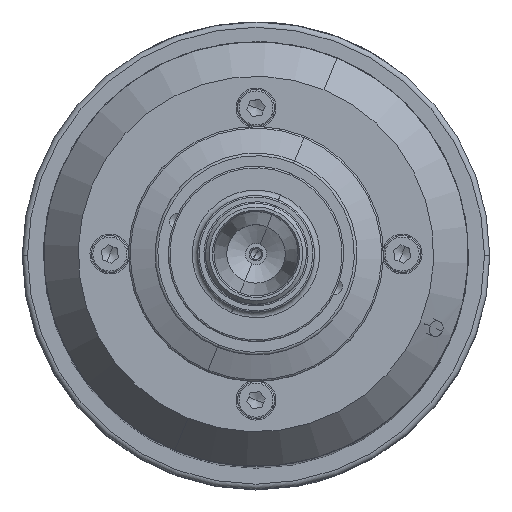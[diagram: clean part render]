
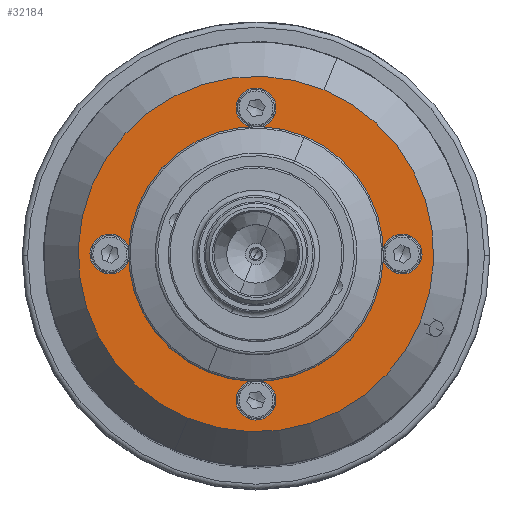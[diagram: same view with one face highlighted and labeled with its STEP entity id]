
A CAD part, top view. The second image highlights one B-rep face of the part: STEP entity #32184.
In plain terms, the highlighted planar face has unit normal (0, 0, 1).
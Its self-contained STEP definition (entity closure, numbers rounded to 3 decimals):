
#4 = FACE_BOUND ( 'NONE', #16781, .T. ) ;
#41 = DIRECTION ( 'NONE',  ( 1., 0., 0. ) ) ;
#248 = DIRECTION ( 'NONE',  ( 1., 0., 0. ) ) ;
#363 = DIRECTION ( 'NONE',  ( 0., 0., 1. ) ) ;
#1253 = CARTESIAN_POINT ( 'NONE',  ( -10.524, 25.407, 0. ) ) ;
#1955 = VERTEX_POINT ( 'NONE', #5781 ) ;
#2618 = DIRECTION ( 'NONE',  ( 1., 0., 0. ) ) ;
#2664 = DIRECTION ( 'NONE',  ( -1., 0., 0. ) ) ;
#3048 = VERTEX_POINT ( 'NONE', #15618 ) ;
#3124 = ORIENTED_EDGE ( 'NONE', *, *, #52214, .T. ) ;
#3143 = VERTEX_POINT ( 'NONE', #3672 ) ;
#3672 = CARTESIAN_POINT ( 'NONE',  ( 14.274, -25.407, 0. ) ) ;
#4189 = AXIS2_PLACEMENT_3D ( 'NONE', #30369, #34859, #15121 ) ;
#5781 = CARTESIAN_POINT ( 'NONE',  ( 6.774, -25.407, 0. ) ) ;
#7258 = CIRCLE ( 'NONE', #15924, 3.75 ) ;
#8332 = AXIS2_PLACEMENT_3D ( 'NONE', #28990, #58549, #248 ) ;
#9103 = VERTEX_POINT ( 'NONE', #59807 ) ;
#9638 = EDGE_CURVE ( 'NONE', #14726, #61375, #33446, .T. ) ;
#10618 = CARTESIAN_POINT ( 'NONE',  ( 25.407, 10.524, 0. ) ) ;
#11188 = CARTESIAN_POINT ( 'NONE',  ( 0., 0., 0. ) ) ;
#11562 = CARTESIAN_POINT ( 'NONE',  ( -20.3, 0., 0. ) ) ;
#11738 = DIRECTION ( 'NONE',  ( 1., 0., 0. ) ) ;
#12049 = ORIENTED_EDGE ( 'NONE', *, *, #19619, .F. ) ;
#13246 = VERTEX_POINT ( 'NONE', #20374 ) ;
#13754 = FACE_BOUND ( 'NONE', #16487, .T. ) ;
#13847 = EDGE_CURVE ( 'NONE', #1955, #3143, #59105, .T. ) ;
#14116 = ORIENTED_EDGE ( 'NONE', *, *, #44052, .T. ) ;
#14275 = DIRECTION ( 'NONE',  ( 0., 0., 1. ) ) ;
#14726 = VERTEX_POINT ( 'NONE', #23653 ) ;
#15121 = DIRECTION ( 'NONE',  ( 1., 0., 0. ) ) ;
#15618 = CARTESIAN_POINT ( 'NONE',  ( 33.455, 0., 0. ) ) ;
#15924 = AXIS2_PLACEMENT_3D ( 'NONE', #1253, #46254, #55883 ) ;
#16464 = CIRCLE ( 'NONE', #46567, 3.75 ) ;
#16487 = EDGE_LOOP ( 'NONE', ( #38885, #46235 ) ) ;
#16524 = AXIS2_PLACEMENT_3D ( 'NONE', #29099, #14275, #38737 ) ;
#16781 = EDGE_LOOP ( 'NONE', ( #17146, #53522 ) ) ;
#17013 = EDGE_LOOP ( 'NONE', ( #34757, #22836 ) ) ;
#17146 = ORIENTED_EDGE ( 'NONE', *, *, #9638, .F. ) ;
#17186 = EDGE_CURVE ( 'NONE', #24468, #13246, #40223, .T. ) ;
#18504 = CIRCLE ( 'NONE', #38853, 20.3 ) ;
#18772 = EDGE_CURVE ( 'NONE', #45592, #40592, #61028, .T. ) ;
#19007 = CARTESIAN_POINT ( 'NONE',  ( 29.157, 10.524, 0. ) ) ;
#19619 = EDGE_CURVE ( 'NONE', #9103, #58953, #41766, .T. ) ;
#20374 = CARTESIAN_POINT ( 'NONE',  ( 21.657, 10.524, 0. ) ) ;
#22836 = ORIENTED_EDGE ( 'NONE', *, *, #40450, .F. ) ;
#22992 = FACE_OUTER_BOUND ( 'NONE', #57876, .T. ) ;
#23653 = CARTESIAN_POINT ( 'NONE',  ( -6.774, 25.407, 0. ) ) ;
#24228 = DIRECTION ( 'NONE',  ( 0., 0., 1. ) ) ;
#24468 = VERTEX_POINT ( 'NONE', #19007 ) ;
#24642 = CIRCLE ( 'NONE', #4189, 3.75 ) ;
#25583 = EDGE_CURVE ( 'NONE', #3048, #36450, #54991, .T. ) ;
#26291 = CARTESIAN_POINT ( 'NONE',  ( -14.274, 25.407, 0. ) ) ;
#27271 = ORIENTED_EDGE ( 'NONE', *, *, #49303, .F. ) ;
#28990 = CARTESIAN_POINT ( 'NONE',  ( -25.407, -10.524, 0. ) ) ;
#29099 = CARTESIAN_POINT ( 'NONE',  ( -25.407, -10.524, 0. ) ) ;
#30369 = CARTESIAN_POINT ( 'NONE',  ( 10.524, -25.407, 0. ) ) ;
#30611 = EDGE_CURVE ( 'NONE', #3143, #1955, #24642, .T. ) ;
#31438 = FACE_BOUND ( 'NONE', #17013, .T. ) ;
#31777 = DIRECTION ( 'NONE',  ( 0., 0., 1. ) ) ;
#32184 = ADVANCED_FACE ( 'NONE', ( #31438, #13754, #49081, #4, #38326, #22992 ), #56666, .F. ) ;
#32879 = CIRCLE ( 'NONE', #8332, 3.75 ) ;
#33446 = CIRCLE ( 'NONE', #46492, 3.75 ) ;
#34757 = ORIENTED_EDGE ( 'NONE', *, *, #17186, .F. ) ;
#34859 = DIRECTION ( 'NONE',  ( 0., 0., 1. ) ) ;
#35737 = CIRCLE ( 'NONE', #45052, 33.455 ) ;
#36108 = DIRECTION ( 'NONE',  ( 0., 0., -1. ) ) ;
#36450 = VERTEX_POINT ( 'NONE', #45708 ) ;
#36607 = CARTESIAN_POINT ( 'NONE',  ( 10.524, -25.407, 0. ) ) ;
#36935 = DIRECTION ( 'NONE',  ( 0., 0., -1. ) ) ;
#37922 = CARTESIAN_POINT ( 'NONE',  ( -10.524, 25.407, 0. ) ) ;
#38326 = FACE_BOUND ( 'NONE', #49236, .T. ) ;
#38609 = AXIS2_PLACEMENT_3D ( 'NONE', #10618, #363, #44526 ) ;
#38737 = DIRECTION ( 'NONE',  ( 1., 0., 0. ) ) ;
#38853 = AXIS2_PLACEMENT_3D ( 'NONE', #40419, #36108, #60945 ) ;
#38885 = ORIENTED_EDGE ( 'NONE', *, *, #30611, .F. ) ;
#40223 = CIRCLE ( 'NONE', #38609, 3.75 ) ;
#40419 = CARTESIAN_POINT ( 'NONE',  ( 0., 0., 0. ) ) ;
#40450 = EDGE_CURVE ( 'NONE', #13246, #24468, #16464, .T. ) ;
#40592 = VERTEX_POINT ( 'NONE', #11562 ) ;
#41766 = CIRCLE ( 'NONE', #16524, 3.75 ) ;
#42204 = AXIS2_PLACEMENT_3D ( 'NONE', #36607, #50791, #11738 ) ;
#42876 = DIRECTION ( 'NONE',  ( 0., 0., 1. ) ) ;
#43209 = DIRECTION ( 'NONE',  ( 1., 0., 0. ) ) ;
#43982 = CARTESIAN_POINT ( 'NONE',  ( 25.407, 10.524, 0. ) ) ;
#44052 = EDGE_CURVE ( 'NONE', #36450, #3048, #35737, .T. ) ;
#44526 = DIRECTION ( 'NONE',  ( 1., 0., 0. ) ) ;
#45052 = AXIS2_PLACEMENT_3D ( 'NONE', #58384, #52844, #43209 ) ;
#45592 = VERTEX_POINT ( 'NONE', #57713 ) ;
#45708 = CARTESIAN_POINT ( 'NONE',  ( -33.455, 0., 0. ) ) ;
#46158 = DIRECTION ( 'NONE',  ( 0., 0., -1. ) ) ;
#46235 = ORIENTED_EDGE ( 'NONE', *, *, #13847, .F. ) ;
#46254 = DIRECTION ( 'NONE',  ( 0., 0., 1. ) ) ;
#46492 = AXIS2_PLACEMENT_3D ( 'NONE', #37922, #42876, #52709 ) ;
#46567 = AXIS2_PLACEMENT_3D ( 'NONE', #43982, #24228, #41 ) ;
#48851 = ORIENTED_EDGE ( 'NONE', *, *, #18772, .T. ) ;
#49081 = FACE_BOUND ( 'NONE', #60261, .T. ) ;
#49236 = EDGE_LOOP ( 'NONE', ( #48851, #3124 ) ) ;
#49303 = EDGE_CURVE ( 'NONE', #58953, #9103, #32879, .T. ) ;
#49789 = AXIS2_PLACEMENT_3D ( 'NONE', #11188, #46158, #55571 ) ;
#50522 = ORIENTED_EDGE ( 'NONE', *, *, #25583, .T. ) ;
#50791 = DIRECTION ( 'NONE',  ( 0., 0., 1. ) ) ;
#51282 = CARTESIAN_POINT ( 'NONE',  ( 0., 0., 0. ) ) ;
#51748 = CARTESIAN_POINT ( 'NONE',  ( 0., 20., 0. ) ) ;
#52214 = EDGE_CURVE ( 'NONE', #40592, #45592, #18504, .T. ) ;
#52709 = DIRECTION ( 'NONE',  ( 1., 0., 0. ) ) ;
#52844 = DIRECTION ( 'NONE',  ( 0., 0., 1. ) ) ;
#53522 = ORIENTED_EDGE ( 'NONE', *, *, #62407, .F. ) ;
#54991 = CIRCLE ( 'NONE', #62297, 33.455 ) ;
#55571 = DIRECTION ( 'NONE',  ( -1., 0., 0. ) ) ;
#55883 = DIRECTION ( 'NONE',  ( 1., 0., 0. ) ) ;
#56666 = PLANE ( 'NONE',  #58829 ) ;
#57713 = CARTESIAN_POINT ( 'NONE',  ( 20.3, 0., 0. ) ) ;
#57876 = EDGE_LOOP ( 'NONE', ( #14116, #50522 ) ) ;
#58273 = CARTESIAN_POINT ( 'NONE',  ( -29.157, -10.524, 0. ) ) ;
#58384 = CARTESIAN_POINT ( 'NONE',  ( 0., 0., 0. ) ) ;
#58549 = DIRECTION ( 'NONE',  ( 0., 0., 1. ) ) ;
#58829 = AXIS2_PLACEMENT_3D ( 'NONE', #51748, #36935, #2664 ) ;
#58953 = VERTEX_POINT ( 'NONE', #58273 ) ;
#59105 = CIRCLE ( 'NONE', #42204, 3.75 ) ;
#59807 = CARTESIAN_POINT ( 'NONE',  ( -21.657, -10.524, 0. ) ) ;
#60261 = EDGE_LOOP ( 'NONE', ( #12049, #27271 ) ) ;
#60945 = DIRECTION ( 'NONE',  ( -1., 0., 0. ) ) ;
#61028 = CIRCLE ( 'NONE', #49789, 20.3 ) ;
#61375 = VERTEX_POINT ( 'NONE', #26291 ) ;
#62297 = AXIS2_PLACEMENT_3D ( 'NONE', #51282, #31777, #2618 ) ;
#62407 = EDGE_CURVE ( 'NONE', #61375, #14726, #7258, .T. ) ;
